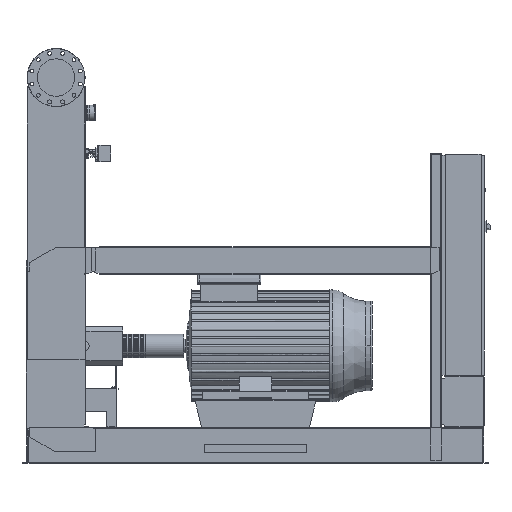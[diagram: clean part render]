
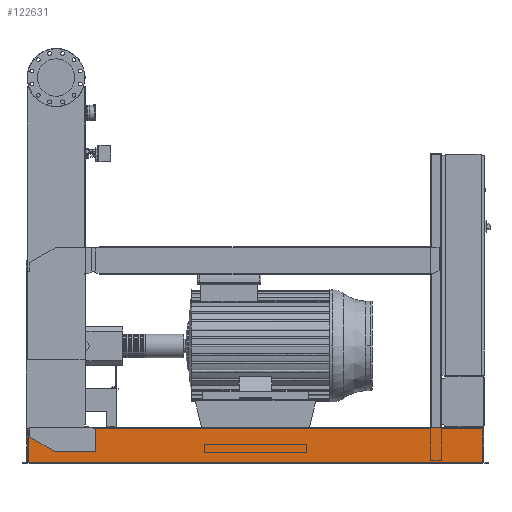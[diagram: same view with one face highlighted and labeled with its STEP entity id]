
A CAD part, front view. The second image highlights one B-rep face of the part: STEP entity #122631.
In plain terms, the highlighted free-form (B-spline) face has degree [1, 1] with [2, 2] control points.
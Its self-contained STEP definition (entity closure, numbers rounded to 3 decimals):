
#117862=CARTESIAN_POINT('',(-158.0,-460.5,202.));
#117863=VERTEX_POINT('',#117862);
#117870=CARTESIAN_POINT('',(-158.0,-460.5,208.));
#117871=VERTEX_POINT('',#117870);
#117872=CARTESIAN_POINT('',(-158.0,-460.5,202.));
#117873=DIRECTION('',(0.0,0.0,1.0));
#117874=VECTOR('',#117873,6.);
#117875=LINE('',#117872,#117874);
#117876=EDGE_CURVE('',#117863,#117871,#117875,.T.);
#120916=CARTESIAN_POINT('',(2495.,-460.5,208.));
#120917=VERTEX_POINT('',#120916);
#120918=CARTESIAN_POINT('',(-158.0,-460.5,208.));
#120919=DIRECTION('',(1.0,0.0,0.0));
#120920=VECTOR('',#120919,2653.);
#120921=LINE('',#120918,#120920);
#120922=EDGE_CURVE('',#117871,#120917,#120921,.T.);
#122219=CARTESIAN_POINT('',(2503.,-460.5,202.));
#122220=VERTEX_POINT('',#122219);
#122227=CARTESIAN_POINT('',(2503.,-460.5,112.689));
#122228=VERTEX_POINT('',#122227);
#122229=CARTESIAN_POINT('',(2503.,-460.5,112.689));
#122230=DIRECTION('',(0.0,0.0,1.0));
#122231=VECTOR('',#122230,89.311);
#122232=LINE('',#122229,#122231);
#122233=EDGE_CURVE('',#122228,#122220,#122232,.T.);
#122545=CARTESIAN_POINT('',(-166.,-460.5,3.));
#122546=CARTESIAN_POINT('',(-166.,-460.5,208.));
#122547=CARTESIAN_POINT('',(2503.,-460.5,3.));
#122548=CARTESIAN_POINT('',(2503.,-460.5,208.));
#122549=B_SPLINE_SURFACE_WITH_KNOTS('',1,1,((#122545,#122547),(#122546,#122548)),.UNSPECIFIED.,.F.,.F.,.U.,(2,2),(2,2),(0.0,205.),(0.0,2669.0),.UNSPECIFIED.);
#122550=CARTESIAN_POINT('',(2503.,-460.5,6.));
#122551=VERTEX_POINT('',#122550);
#122552=CARTESIAN_POINT('',(2503.,-460.5,6.));
#122553=DIRECTION('',(0.0,0.0,1.0));
#122554=VECTOR('',#122553,106.689);
#122555=LINE('',#122552,#122554);
#122556=EDGE_CURVE('',#122551,#122228,#122555,.T.);
#122557=ORIENTED_EDGE('',*,*,#122556,.T.);
#122558=ORIENTED_EDGE('',*,*,#122233,.T.);
#122559=CARTESIAN_POINT('',(2495.,-460.5,202.));
#122560=VERTEX_POINT('',#122559);
#122561=CARTESIAN_POINT('',(2503.,-460.5,202.));
#122562=DIRECTION('',(-1.0,0.0,0.0));
#122563=VECTOR('',#122562,8.0);
#122564=LINE('',#122561,#122563);
#122565=EDGE_CURVE('',#122220,#122560,#122564,.T.);
#122566=ORIENTED_EDGE('',*,*,#122565,.T.);
#122567=CARTESIAN_POINT('',(2495.,-460.5,208.));
#122568=DIRECTION('',(0.0,0.0,-1.0));
#122569=VECTOR('',#122568,6.);
#122570=LINE('',#122567,#122569);
#122571=EDGE_CURVE('',#120917,#122560,#122570,.T.);
#122572=ORIENTED_EDGE('',*,*,#122571,.F.);
#122573=ORIENTED_EDGE('',*,*,#120922,.F.);
#122574=ORIENTED_EDGE('',*,*,#117876,.F.);
#122575=CARTESIAN_POINT('',(-166.,-460.5,202.));
#122576=VERTEX_POINT('',#122575);
#122577=CARTESIAN_POINT('',(-158.0,-460.5,202.));
#122578=DIRECTION('',(-1.0,0.0,0.0));
#122579=VECTOR('',#122578,8.);
#122580=LINE('',#122577,#122579);
#122581=EDGE_CURVE('',#117863,#122576,#122580,.T.);
#122582=ORIENTED_EDGE('',*,*,#122581,.T.);
#122583=CARTESIAN_POINT('',(-166.,-460.5,6.));
#122584=VERTEX_POINT('',#122583);
#122585=CARTESIAN_POINT('',(-166.,-460.5,202.));
#122586=DIRECTION('',(0.0,0.0,-1.0));
#122587=VECTOR('',#122586,196.);
#122588=LINE('',#122585,#122587);
#122589=EDGE_CURVE('',#122576,#122584,#122588,.T.);
#122590=ORIENTED_EDGE('',*,*,#122589,.T.);
#122591=CARTESIAN_POINT('',(-158.0,-460.5,6.));
#122592=VERTEX_POINT('',#122591);
#122593=CARTESIAN_POINT('',(-166.,-460.5,6.));
#122594=DIRECTION('',(1.0,0.0,0.0));
#122595=VECTOR('',#122594,8.);
#122596=LINE('',#122593,#122595);
#122597=EDGE_CURVE('',#122584,#122592,#122596,.T.);
#122598=ORIENTED_EDGE('',*,*,#122597,.T.);
#122599=CARTESIAN_POINT('',(-158.0,-460.5,3.));
#122600=VERTEX_POINT('',#122599);
#122601=CARTESIAN_POINT('',(-158.0,-460.5,3.));
#122602=DIRECTION('',(0.0,0.0,1.0));
#122603=VECTOR('',#122602,3.);
#122604=LINE('',#122601,#122603);
#122605=EDGE_CURVE('',#122600,#122592,#122604,.T.);
#122606=ORIENTED_EDGE('',*,*,#122605,.F.);
#122607=CARTESIAN_POINT('',(2495.,-460.5,3.));
#122608=VERTEX_POINT('',#122607);
#122609=CARTESIAN_POINT('',(2495.,-460.5,3.));
#122610=DIRECTION('',(-1.0,0.0,0.0));
#122611=VECTOR('',#122610,2653.);
#122612=LINE('',#122609,#122611);
#122613=EDGE_CURVE('',#122608,#122600,#122612,.T.);
#122614=ORIENTED_EDGE('',*,*,#122613,.F.);
#122615=CARTESIAN_POINT('',(2495.,-460.5,6.));
#122616=VERTEX_POINT('',#122615);
#122617=CARTESIAN_POINT('',(2495.,-460.5,6.));
#122618=DIRECTION('',(0.0,0.0,-1.0));
#122619=VECTOR('',#122618,3.);
#122620=LINE('',#122617,#122619);
#122621=EDGE_CURVE('',#122616,#122608,#122620,.T.);
#122622=ORIENTED_EDGE('',*,*,#122621,.F.);
#122623=CARTESIAN_POINT('',(2495.,-460.5,6.));
#122624=DIRECTION('',(1.0,0.0,0.0));
#122625=VECTOR('',#122624,8.0);
#122626=LINE('',#122623,#122625);
#122627=EDGE_CURVE('',#122616,#122551,#122626,.T.);
#122628=ORIENTED_EDGE('',*,*,#122627,.T.);
#122629=EDGE_LOOP('',(#122557,#122558,#122566,#122572,#122573,#122574,#122582,#122590,#122598,#122606,#122614,#122622,#122628));
#122630=FACE_OUTER_BOUND('',#122629,.T.);
#122631=ADVANCED_FACE('',(#122630),#122549,.F.);
